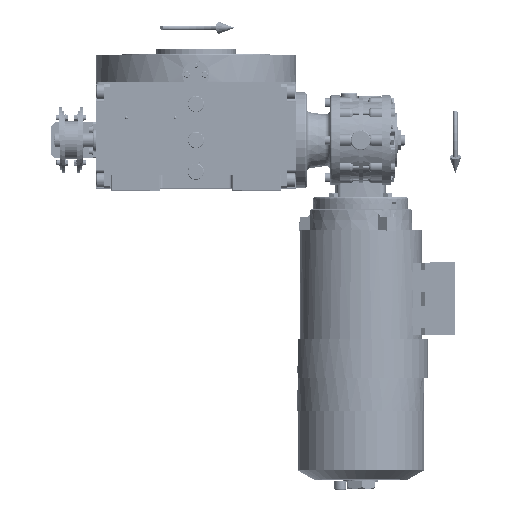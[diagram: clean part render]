
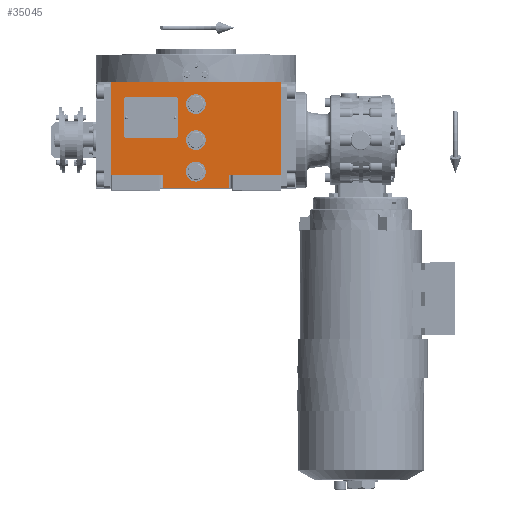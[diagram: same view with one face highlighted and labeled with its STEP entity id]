
A CAD part, top view. The second image highlights one B-rep face of the part: STEP entity #35045.
In plain terms, the highlighted planar face has unit normal (0, 0, 1).
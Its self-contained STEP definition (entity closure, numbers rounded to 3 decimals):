
#2360 = DIRECTION ( 'NONE',  ( 0., 1., 0. ) ) ;
#2566 = LINE ( 'NONE', #105893, #78618 ) ;
#5048 = VECTOR ( 'NONE', #15663, 1000. ) ;
#7174 = DIRECTION ( 'NONE',  ( 0., 1., 0. ) ) ;
#8124 = CIRCLE ( 'NONE', #126177, 11. ) ;
#11251 = AXIS2_PLACEMENT_3D ( 'NONE', #149572, #98385, #85820 ) ;
#12835 = CIRCLE ( 'NONE', #77330, 11. ) ;
#13077 = CARTESIAN_POINT ( 'NONE',  ( 11., -35., 163.5 ) ) ;
#13191 = VECTOR ( 'NONE', #83237, 1000. ) ;
#14269 = VECTOR ( 'NONE', #64247, 1000. ) ;
#15663 = DIRECTION ( 'NONE',  ( 1., 0., 0. ) ) ;
#15855 = CIRCLE ( 'NONE', #83018, 11. ) ;
#16077 = FACE_BOUND ( 'NONE', #150233, .T. ) ;
#18202 = VERTEX_POINT ( 'NONE', #100781 ) ;
#18582 = DIRECTION ( 'NONE',  ( 1., 0., 0. ) ) ;
#18956 = CARTESIAN_POINT ( 'NONE',  ( 94.5, -38.5, 163.5 ) ) ;
#19766 = LINE ( 'NONE', #18956, #74671 ) ;
#23057 = EDGE_CURVE ( 'NONE', #48711, #18202, #41866, .T. ) ;
#24372 = EDGE_CURVE ( 'NONE', #146875, #150740, #19766, .T. ) ;
#26134 = CIRCLE ( 'NONE', #101359, 11. ) ;
#27677 = CARTESIAN_POINT ( 'NONE',  ( -11., -35., 163.5 ) ) ;
#28542 = DIRECTION ( 'NONE',  ( 0., 0., 1. ) ) ;
#30229 = CARTESIAN_POINT ( 'NONE',  ( 37., -38.5, 163.5 ) ) ;
#32804 = CARTESIAN_POINT ( 'NONE',  ( 37., -53.5, 163.5 ) ) ;
#33241 = ORIENTED_EDGE ( 'NONE', *, *, #130531, .F. ) ;
#33913 = CARTESIAN_POINT ( 'NONE',  ( 94.5, 64.5, 163.5 ) ) ;
#34210 = CARTESIAN_POINT ( 'NONE',  ( 0., -35., 163.5 ) ) ;
#35045 = ADVANCED_FACE ( 'NONE', ( #81669, #16077, #119431, #157199 ), #66548, .T. ) ;
#35430 = ORIENTED_EDGE ( 'NONE', *, *, #124035, .T. ) ;
#38534 = ORIENTED_EDGE ( 'NONE', *, *, #23057, .F. ) ;
#38695 = ORIENTED_EDGE ( 'NONE', *, *, #38772, .F. ) ;
#38772 = EDGE_CURVE ( 'NONE', #82032, #150740, #2566, .T. ) ;
#39530 = CARTESIAN_POINT ( 'NONE',  ( -11., 40., 163.5 ) ) ;
#39998 = VERTEX_POINT ( 'NONE', #121882 ) ;
#41866 = LINE ( 'NONE', #66257, #58185 ) ;
#42158 = CARTESIAN_POINT ( 'NONE',  ( -94.5, -53.5, 163.5 ) ) ;
#43502 = CARTESIAN_POINT ( 'NONE',  ( 11., 0., 163.5 ) ) ;
#43701 = CARTESIAN_POINT ( 'NONE',  ( 11., 40., 163.5 ) ) ;
#47627 = CARTESIAN_POINT ( 'NONE',  ( 94.5, -38.5, 163.5 ) ) ;
#48711 = VERTEX_POINT ( 'NONE', #108639 ) ;
#49344 = CARTESIAN_POINT ( 'NONE',  ( -37., -53.5, 163.5 ) ) ;
#50017 = LINE ( 'NONE', #154910, #14269 ) ;
#50108 = ORIENTED_EDGE ( 'NONE', *, *, #77123, .F. ) ;
#52791 = VERTEX_POINT ( 'NONE', #73078 ) ;
#54120 = VERTEX_POINT ( 'NONE', #43502 ) ;
#55445 = CARTESIAN_POINT ( 'NONE',  ( 0., 40., 163.5 ) ) ;
#55742 = EDGE_CURVE ( 'NONE', #156394, #148109, #15855, .T. ) ;
#57210 = DIRECTION ( 'NONE',  ( -1., 0., 0. ) ) ;
#58185 = VECTOR ( 'NONE', #2360, 1000. ) ;
#59939 = EDGE_CURVE ( 'NONE', #39998, #130637, #132209, .T. ) ;
#60397 = CARTESIAN_POINT ( 'NONE',  ( -94.5, -38.5, 163.5 ) ) ;
#61180 = EDGE_CURVE ( 'NONE', #80693, #82032, #50017, .T. ) ;
#64247 = DIRECTION ( 'NONE',  ( 0., 1., 0. ) ) ;
#65196 = CARTESIAN_POINT ( 'NONE',  ( 0., 40., 163.5 ) ) ;
#66257 = CARTESIAN_POINT ( 'NONE',  ( -37., -53.5, 163.5 ) ) ;
#66548 = PLANE ( 'NONE',  #128315 ) ;
#68726 = ORIENTED_EDGE ( 'NONE', *, *, #61180, .F. ) ;
#69508 = CARTESIAN_POINT ( 'NONE',  ( -94.5, 64.5, 163.5 ) ) ;
#70371 = DIRECTION ( 'NONE',  ( 0., 0., 1. ) ) ;
#70567 = LINE ( 'NONE', #30229, #13191 ) ;
#70683 = EDGE_LOOP ( 'NONE', ( #118668, #33241 ) ) ;
#71667 = ORIENTED_EDGE ( 'NONE', *, *, #131300, .T. ) ;
#72799 = AXIS2_PLACEMENT_3D ( 'NONE', #34210, #70371, #136685 ) ;
#72933 = LINE ( 'NONE', #49344, #136479 ) ;
#73078 = CARTESIAN_POINT ( 'NONE',  ( -11., 0., 163.5 ) ) ;
#73235 = ORIENTED_EDGE ( 'NONE', *, *, #55742, .F. ) ;
#74671 = VECTOR ( 'NONE', #7174, 1000. ) ;
#76958 = VERTEX_POINT ( 'NONE', #39530 ) ;
#77123 = EDGE_CURVE ( 'NONE', #76958, #115588, #8124, .T. ) ;
#77330 = AXIS2_PLACEMENT_3D ( 'NONE', #132002, #117764, #57210 ) ;
#77905 = CARTESIAN_POINT ( 'NONE',  ( 0., -35., 163.5 ) ) ;
#78362 = CIRCLE ( 'NONE', #11251, 11. ) ;
#78618 = VECTOR ( 'NONE', #105071, 1000. ) ;
#78671 = DIRECTION ( 'NONE',  ( 0., 0., 1. ) ) ;
#80693 = VERTEX_POINT ( 'NONE', #60397 ) ;
#81669 = FACE_BOUND ( 'NONE', #70683, .T. ) ;
#82032 = VERTEX_POINT ( 'NONE', #69508 ) ;
#83018 = AXIS2_PLACEMENT_3D ( 'NONE', #77905, #155076, #103889 ) ;
#83237 = DIRECTION ( 'NONE',  ( 1., 0., 0. ) ) ;
#85820 = DIRECTION ( 'NONE',  ( 1., 0., 0. ) ) ;
#98385 = DIRECTION ( 'NONE',  ( 0., 0., 1. ) ) ;
#99658 = ORIENTED_EDGE ( 'NONE', *, *, #24372, .T. ) ;
#100594 = DIRECTION ( 'NONE',  ( 1., 0., 0. ) ) ;
#100781 = CARTESIAN_POINT ( 'NONE',  ( -37., -38.5, 163.5 ) ) ;
#101359 = AXIS2_PLACEMENT_3D ( 'NONE', #65196, #78671, #105471 ) ;
#101668 = EDGE_CURVE ( 'NONE', #115588, #76958, #26134, .T. ) ;
#103889 = DIRECTION ( 'NONE',  ( -1., 0., 0. ) ) ;
#105071 = DIRECTION ( 'NONE',  ( 1., 0., 0. ) ) ;
#105331 = CARTESIAN_POINT ( 'NONE',  ( 37., -38.5, 163.5 ) ) ;
#105471 = DIRECTION ( 'NONE',  ( 1., 0., 0. ) ) ;
#105893 = CARTESIAN_POINT ( 'NONE',  ( -94.5, 64.5, 163.5 ) ) ;
#106321 = EDGE_CURVE ( 'NONE', #39998, #146875, #70567, .T. ) ;
#108639 = CARTESIAN_POINT ( 'NONE',  ( -37., -53.5, 163.5 ) ) ;
#113974 = ORIENTED_EDGE ( 'NONE', *, *, #59939, .F. ) ;
#115588 = VERTEX_POINT ( 'NONE', #43701 ) ;
#117764 = DIRECTION ( 'NONE',  ( 0., 0., 1. ) ) ;
#117774 = DIRECTION ( 'NONE',  ( 0., 0., 1. ) ) ;
#118668 = ORIENTED_EDGE ( 'NONE', *, *, #149644, .F. ) ;
#119431 = FACE_BOUND ( 'NONE', #124840, .T. ) ;
#121882 = CARTESIAN_POINT ( 'NONE',  ( 37., -38.5, 163.5 ) ) ;
#124035 = EDGE_CURVE ( 'NONE', #48711, #130637, #72933, .T. ) ;
#124840 = EDGE_LOOP ( 'NONE', ( #137130, #50108 ) ) ;
#126177 = AXIS2_PLACEMENT_3D ( 'NONE', #55445, #28542, #160365 ) ;
#128315 = AXIS2_PLACEMENT_3D ( 'NONE', #42158, #117774, #18582 ) ;
#130531 = EDGE_CURVE ( 'NONE', #52791, #54120, #12835, .T. ) ;
#130637 = VERTEX_POINT ( 'NONE', #32804 ) ;
#130775 = CARTESIAN_POINT ( 'NONE',  ( -94.5, -38.5, 163.5 ) ) ;
#131300 = EDGE_CURVE ( 'NONE', #80693, #18202, #148103, .T. ) ;
#132002 = CARTESIAN_POINT ( 'NONE',  ( 0., 0., 163.5 ) ) ;
#132209 = LINE ( 'NONE', #105331, #155996 ) ;
#136479 = VECTOR ( 'NONE', #100594, 1000. ) ;
#136685 = DIRECTION ( 'NONE',  ( 1., 0., 0. ) ) ;
#137130 = ORIENTED_EDGE ( 'NONE', *, *, #101668, .F. ) ;
#145386 = ORIENTED_EDGE ( 'NONE', *, *, #106321, .T. ) ;
#145508 = CIRCLE ( 'NONE', #72799, 11. ) ;
#146875 = VERTEX_POINT ( 'NONE', #47627 ) ;
#148103 = LINE ( 'NONE', #130775, #5048 ) ;
#148109 = VERTEX_POINT ( 'NONE', #13077 ) ;
#149572 = CARTESIAN_POINT ( 'NONE',  ( 0., 0., 163.5 ) ) ;
#149644 = EDGE_CURVE ( 'NONE', #54120, #52791, #78362, .T. ) ;
#150233 = EDGE_LOOP ( 'NONE', ( #164238, #73235 ) ) ;
#150740 = VERTEX_POINT ( 'NONE', #33913 ) ;
#154910 = CARTESIAN_POINT ( 'NONE',  ( -94.5, -38.5, 163.5 ) ) ;
#155076 = DIRECTION ( 'NONE',  ( 0., 0., 1. ) ) ;
#155996 = VECTOR ( 'NONE', #156535, 1000. ) ;
#156394 = VERTEX_POINT ( 'NONE', #27677 ) ;
#156535 = DIRECTION ( 'NONE',  ( 0., -1., 0. ) ) ;
#156762 = EDGE_CURVE ( 'NONE', #148109, #156394, #145508, .T. ) ;
#157199 = FACE_OUTER_BOUND ( 'NONE', #160315, .T. ) ;
#160315 = EDGE_LOOP ( 'NONE', ( #35430, #113974, #145386, #99658, #38695, #68726, #71667, #38534 ) ) ;
#160365 = DIRECTION ( 'NONE',  ( -1., 0., 0. ) ) ;
#164238 = ORIENTED_EDGE ( 'NONE', *, *, #156762, .F. ) ;
